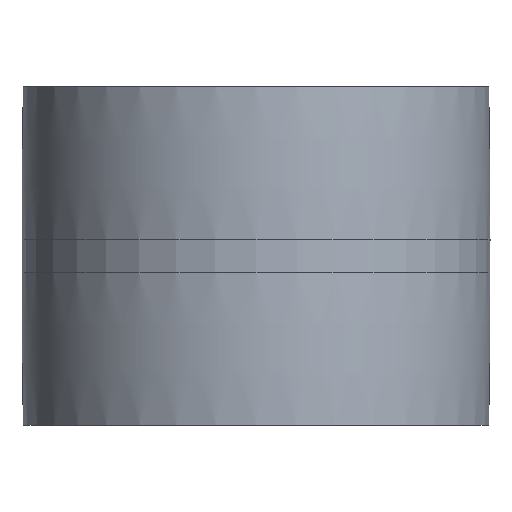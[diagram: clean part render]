
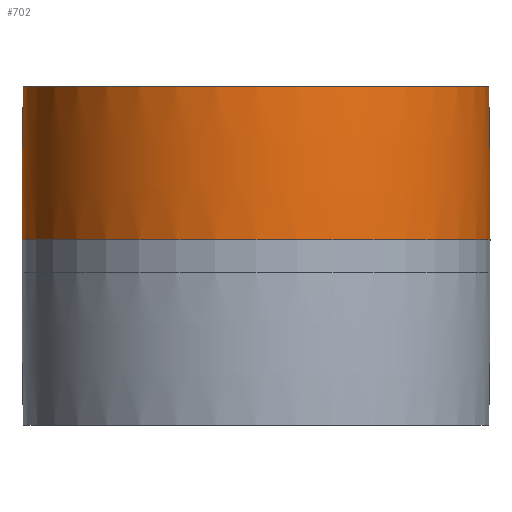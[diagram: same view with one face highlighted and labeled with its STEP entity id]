
A CAD part, front view. The second image highlights one B-rep face of the part: STEP entity #702.
In plain terms, the highlighted toroidal (fillet/blend) face has major radius 6958.12 mm and minor radius 7140.62 mm.
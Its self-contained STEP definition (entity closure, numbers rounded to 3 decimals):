
#11 = EDGE_CURVE ( 'NONE', #384, #614, #290, .T. ) ;
#15 = CARTESIAN_POINT ( 'NONE',  ( 0., 0., 12.5 ) ) ;
#82 = EDGE_LOOP ( 'NONE', ( #617, #387, #94, #531 ) ) ;
#85 = AXIS2_PLACEMENT_3D ( 'NONE', #15, #90, #902 ) ;
#90 = DIRECTION ( 'NONE',  ( 0., 0., 1. ) ) ;
#94 = ORIENTED_EDGE ( 'NONE', *, *, #305, .T. ) ;
#140 = VERTEX_POINT ( 'NONE', #954 ) ;
#179 = DIRECTION ( 'NONE',  ( 0., 1., 0. ) ) ;
#193 = CARTESIAN_POINT ( 'NONE',  ( -182.5, 0., 12.5 ) ) ;
#203 = CARTESIAN_POINT ( 'NONE',  ( -181.5, 0., 132. ) ) ;
#225 = CARTESIAN_POINT ( 'NONE',  ( 0., 0., 132. ) ) ;
#255 = AXIS2_PLACEMENT_3D ( 'NONE', #941, #436, #945 ) ;
#290 = CIRCLE ( 'NONE', #371, 7140.625 ) ;
#305 = EDGE_CURVE ( 'NONE', #140, #747, #886, .T. ) ;
#309 = DIRECTION ( 'NONE',  ( 0., 0., 1. ) ) ;
#355 = AXIS2_PLACEMENT_3D ( 'NONE', #706, #549, #792 ) ;
#371 = AXIS2_PLACEMENT_3D ( 'NONE', #490, #179, #937 ) ;
#384 = VERTEX_POINT ( 'NONE', #193 ) ;
#387 = ORIENTED_EDGE ( 'NONE', *, *, #466, .T. ) ;
#388 = AXIS2_PLACEMENT_3D ( 'NONE', #225, #309, #542 ) ;
#436 = DIRECTION ( 'NONE',  ( 0., -1., 0. ) ) ;
#466 = EDGE_CURVE ( 'NONE', #384, #140, #791, .T. ) ;
#490 = CARTESIAN_POINT ( 'NONE',  ( 6958.125, 0., 12.5 ) ) ;
#531 = ORIENTED_EDGE ( 'NONE', *, *, #740, .F. ) ;
#532 = CARTESIAN_POINT ( 'NONE',  ( 181.5, 0., 132. ) ) ;
#542 = DIRECTION ( 'NONE',  ( 1., 0., 0. ) ) ;
#549 = DIRECTION ( 'NONE',  ( 0., 0., 1. ) ) ;
#614 = VERTEX_POINT ( 'NONE', #203 ) ;
#617 = ORIENTED_EDGE ( 'NONE', *, *, #11, .F. ) ;
#669 = FACE_OUTER_BOUND ( 'NONE', #82, .T. ) ;
#682 = CIRCLE ( 'NONE', #388, 181.5 ) ;
#702 = ADVANCED_FACE ( 'NONE', ( #669 ), #910, .T. ) ;
#706 = CARTESIAN_POINT ( 'NONE',  ( 0., 0., 12.5 ) ) ;
#740 = EDGE_CURVE ( 'NONE', #614, #747, #682, .T. ) ;
#747 = VERTEX_POINT ( 'NONE', #532 ) ;
#791 = CIRCLE ( 'NONE', #355, 182.5 ) ;
#792 = DIRECTION ( 'NONE',  ( 1., 0., 0. ) ) ;
#886 = CIRCLE ( 'NONE', #255, 7140.625 ) ;
#902 = DIRECTION ( 'NONE',  ( 1., 0., 0. ) ) ;
#910 = TOROIDAL_SURFACE ( 'NONE', #85, -6958.125, 7140.625 ) ;
#937 = DIRECTION ( 'NONE',  ( -1., 0., 0. ) ) ;
#941 = CARTESIAN_POINT ( 'NONE',  ( -6958.125, 0., 12.5 ) ) ;
#945 = DIRECTION ( 'NONE',  ( 0., 0., -1. ) ) ;
#954 = CARTESIAN_POINT ( 'NONE',  ( 182.5, 0., 12.5 ) ) ;
